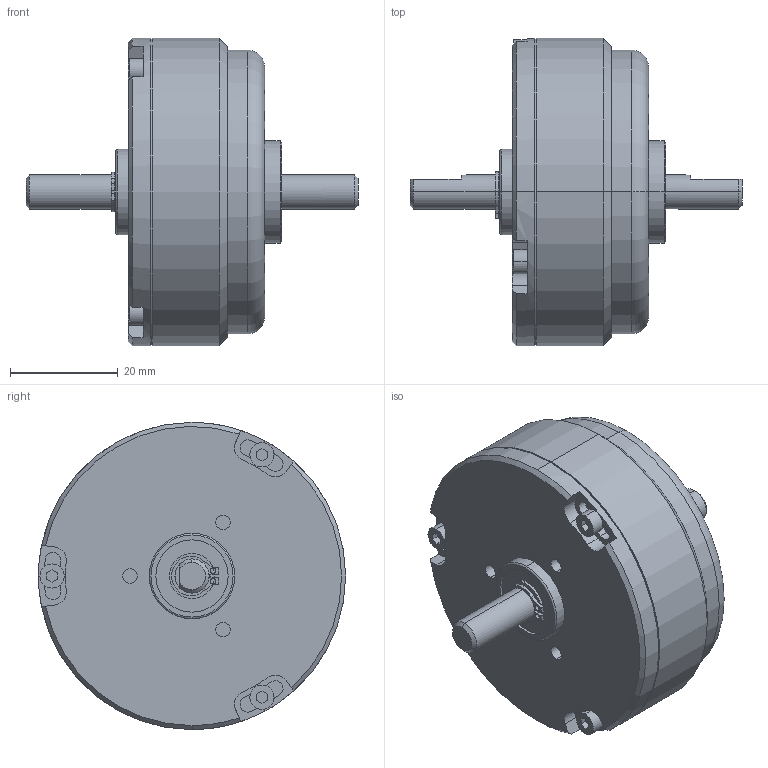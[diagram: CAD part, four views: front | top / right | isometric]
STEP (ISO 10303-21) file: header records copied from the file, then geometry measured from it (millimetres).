
FILE_DESCRIPTION (( 'STEP AP214' ), '1' );
FILE_NAME ('HPM-32_B_EF.STEP', '2013-06-25T20:10:26', ( 'Jeff' ), ( '' ), 'SwSTEP 2.0', 'SolidWorks 2013', '' );
FILE_SCHEMA (( 'AUTOMOTIVE_DESIGN' ));
Length unit declared in the file: inch
Products named in the file (1): HPM-32_B_EF
Bounding box: 61.75 x 57.15 x 57.15 mm (x, y, z)
Surface area: 13560.1 mm2 (no closed solid volume)
Topology: 0 solids, 15 shells, 148 faces, 525 edges, 395 vertices
Faces by surface type: cylinder 71, plane 53, cone 18, torus 6
Entity records: 7800 total; most frequent: CARTESIAN_POINT 1107, DIRECTION 1082, ORIENTED_EDGE 829, EDGE_CURVE 525, AXIS2_PLACEMENT_3D 418, VERTEX_POINT 395, CIRCLE 269, LINE 246
